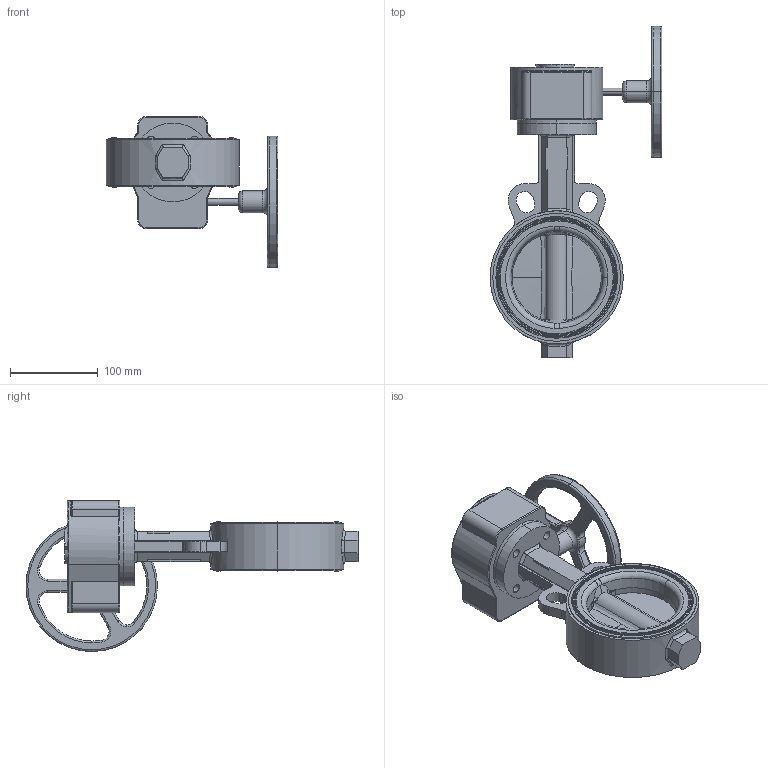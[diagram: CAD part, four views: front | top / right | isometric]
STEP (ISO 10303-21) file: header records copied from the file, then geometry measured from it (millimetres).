
FILE_DESCRIPTION (( 'STEP AP214' ), '1' );
FILE_NAME ('NS-0400-WAFER-GEAR.step', '2019-03-07T20:50:41', ( '' ), ( '' ), 'SwSTEP 2.0', 'SolidWorks 2019', '' );
FILE_SCHEMA (( 'AUTOMOTIVE_DESIGN' ));
Length unit declared in the file: inch
Products named in the file (1): NS-0400-WAFER-GEAR
Bounding box: 196 x 379 x 172.54 mm (x, y, z)
Surface area: 190872.2 mm2 (no closed solid volume)
Topology: 0 solids, 5 shells, 379 faces, 981 edges, 602 vertices
Faces by surface type: cylinder 133, torus 86, plane 79, bspline 62, cone 18, sphere 1
Entity records: 21781 total; most frequent: CARTESIAN_POINT 8030, ORIENTED_EDGE 1865, DIRECTION 1823, EDGE_CURVE 972, AXIS2_PLACEMENT_3D 757, VERTEX_POINT 602, CIRCLE 439, EDGE_LOOP 410
